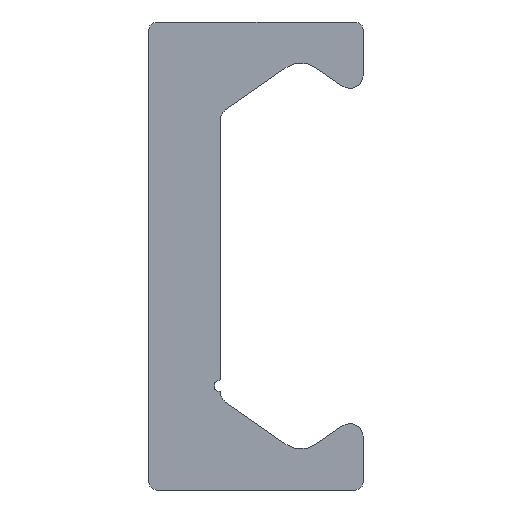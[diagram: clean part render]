
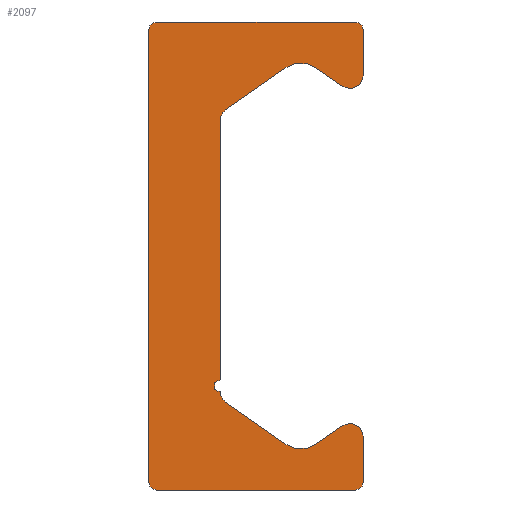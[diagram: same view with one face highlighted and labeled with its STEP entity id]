
A CAD part, left-side view. The second image highlights one B-rep face of the part: STEP entity #2097.
In plain terms, the highlighted planar face has unit normal (-1, 0, 0).
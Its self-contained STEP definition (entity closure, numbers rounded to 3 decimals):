
#1236=CARTESIAN_POINT('',(0.0,3.825,-9.));
#1237=VERTEX_POINT('',#1236);
#1244=CARTESIAN_POINT('',(0.0,4.125,-8.7));
#1245=VERTEX_POINT('',#1244);
#1246=CARTESIAN_POINT('',(0.0,3.825,-8.7));
#1247=DIRECTION('',(1.0,0.0,0.0));
#1248=DIRECTION('',(0.0,0.0,-1.0));
#1249=AXIS2_PLACEMENT_3D('',#1246,#1247,#1248);
#1250=CIRCLE('',#1249,0.3);
#1251=EDGE_CURVE('',#1237,#1245,#1250,.T.);
#1275=CARTESIAN_POINT('',(0.0,-3.825,-9.));
#1276=VERTEX_POINT('',#1275);
#1283=CARTESIAN_POINT('',(0.0,-3.825,-9.));
#1284=DIRECTION('',(0.0,1.0,0.0));
#1285=VECTOR('',#1284,7.65);
#1286=LINE('',#1283,#1285);
#1287=EDGE_CURVE('',#1276,#1237,#1286,.T.);
#1307=CARTESIAN_POINT('',(0.0,-4.125,-8.7));
#1308=VERTEX_POINT('',#1307);
#1315=CARTESIAN_POINT('',(0.0,-3.825,-8.7));
#1316=DIRECTION('',(1.0,0.0,0.0));
#1317=DIRECTION('',(0.0,-1.0,0.0));
#1318=AXIS2_PLACEMENT_3D('',#1315,#1316,#1317);
#1319=CIRCLE('',#1318,0.3);
#1320=EDGE_CURVE('',#1308,#1276,#1319,.T.);
#1339=CARTESIAN_POINT('',(0.0,-4.125,-6.925));
#1340=VERTEX_POINT('',#1339);
#1347=CARTESIAN_POINT('',(0.0,-4.125,-6.925));
#1348=DIRECTION('',(0.0,0.0,-1.0));
#1349=VECTOR('',#1348,1.775);
#1350=LINE('',#1347,#1349);
#1351=EDGE_CURVE('',#1340,#1308,#1350,.T.);
#1371=CARTESIAN_POINT('',(0.0,-3.338,-6.515));
#1372=VERTEX_POINT('',#1371);
#1379=CARTESIAN_POINT('',(0.0,-3.625,-6.925));
#1380=DIRECTION('',(1.0,0.0,0.0));
#1381=DIRECTION('',(0.0,0.574,0.819));
#1382=AXIS2_PLACEMENT_3D('',#1379,#1380,#1381);
#1383=CIRCLE('',#1382,0.5);
#1384=EDGE_CURVE('',#1372,#1340,#1383,.T.);
#1403=CARTESIAN_POINT('',(0.0,-2.299,-7.243));
#1404=VERTEX_POINT('',#1403);
#1411=CARTESIAN_POINT('',(0.0,-2.299,-7.243));
#1412=DIRECTION('',(0.0,-0.819,0.574));
#1413=VECTOR('',#1412,1.269);
#1414=LINE('',#1411,#1413);
#1415=EDGE_CURVE('',#1404,#1372,#1414,.T.);
#1435=CARTESIAN_POINT('',(0.0,-1.151,-7.243));
#1436=VERTEX_POINT('',#1435);
#1443=CARTESIAN_POINT('',(0.0,-1.725,-6.424));
#1444=DIRECTION('',(-1.0,0.0,0.0));
#1445=DIRECTION('',(0.0,0.574,0.819));
#1446=AXIS2_PLACEMENT_3D('',#1443,#1444,#1445);
#1447=CIRCLE('',#1446,1.0);
#1448=EDGE_CURVE('',#1436,#1404,#1447,.T.);
#1467=CARTESIAN_POINT('',(0.0,1.162,-5.624));
#1468=VERTEX_POINT('',#1467);
#1475=CARTESIAN_POINT('',(0.0,1.162,-5.624));
#1476=DIRECTION('',(0.0,-0.819,-0.574));
#1477=VECTOR('',#1476,2.824);
#1478=LINE('',#1475,#1477);
#1479=EDGE_CURVE('',#1468,#1436,#1478,.T.);
#1499=CARTESIAN_POINT('',(0.0,1.375,-5.214));
#1500=VERTEX_POINT('',#1499);
#1507=CARTESIAN_POINT('',(0.0,0.875,-5.214));
#1508=DIRECTION('',(-1.0,0.0,0.0));
#1509=DIRECTION('',(0.0,-0.574,0.819));
#1510=AXIS2_PLACEMENT_3D('',#1507,#1508,#1509);
#1511=CIRCLE('',#1510,0.5);
#1512=EDGE_CURVE('',#1500,#1468,#1511,.T.);
#1531=CARTESIAN_POINT('',(0.0,1.375,-5.25));
#1532=VERTEX_POINT('',#1531);
#1539=CARTESIAN_POINT('',(0.0,1.375,-5.25));
#1540=DIRECTION('',(0.0,0.0,1.0));
#1541=VECTOR('',#1540,0.036);
#1542=LINE('',#1539,#1541);
#1543=EDGE_CURVE('',#1532,#1500,#1542,.T.);
#1563=CARTESIAN_POINT('',(0.0,1.375,-4.75));
#1564=VERTEX_POINT('',#1563);
#1571=CARTESIAN_POINT('',(0.0,1.375,-5.0));
#1572=DIRECTION('',(-1.0,0.0,0.0));
#1573=DIRECTION('',(0.0,0.0,1.0));
#1574=AXIS2_PLACEMENT_3D('',#1571,#1572,#1573);
#1575=CIRCLE('',#1574,0.25);
#1576=EDGE_CURVE('',#1564,#1532,#1575,.T.);
#1595=CARTESIAN_POINT('',(0.0,1.375,5.214));
#1596=VERTEX_POINT('',#1595);
#1603=CARTESIAN_POINT('',(0.0,1.375,5.214));
#1604=DIRECTION('',(0.0,0.0,-1.0));
#1605=VECTOR('',#1604,9.964);
#1606=LINE('',#1603,#1605);
#1607=EDGE_CURVE('',#1596,#1564,#1606,.T.);
#1699=CARTESIAN_POINT('',(0.0,1.162,5.624));
#1700=VERTEX_POINT('',#1699);
#1707=CARTESIAN_POINT('',(0.0,0.875,5.214));
#1708=DIRECTION('',(-1.0,0.0,0.0));
#1709=DIRECTION('',(0.0,-1.0,0.0));
#1710=AXIS2_PLACEMENT_3D('',#1707,#1708,#1709);
#1711=CIRCLE('',#1710,0.5);
#1712=EDGE_CURVE('',#1700,#1596,#1711,.T.);
#1731=CARTESIAN_POINT('',(0.0,-1.151,7.243));
#1732=VERTEX_POINT('',#1731);
#1739=CARTESIAN_POINT('',(0.0,-1.151,7.243));
#1740=DIRECTION('',(0.0,0.819,-0.574));
#1741=VECTOR('',#1740,2.824);
#1742=LINE('',#1739,#1741);
#1743=EDGE_CURVE('',#1732,#1700,#1742,.T.);
#1763=CARTESIAN_POINT('',(0.0,-2.299,7.243));
#1764=VERTEX_POINT('',#1763);
#1771=CARTESIAN_POINT('',(0.0,-1.725,6.424));
#1772=DIRECTION('',(-1.0,0.0,0.0));
#1773=DIRECTION('',(0.0,-0.574,-0.819));
#1774=AXIS2_PLACEMENT_3D('',#1771,#1772,#1773);
#1775=CIRCLE('',#1774,1.0);
#1776=EDGE_CURVE('',#1764,#1732,#1775,.T.);
#1795=CARTESIAN_POINT('',(0.0,-3.338,6.515));
#1796=VERTEX_POINT('',#1795);
#1803=CARTESIAN_POINT('',(0.0,-3.338,6.515));
#1804=DIRECTION('',(0.0,0.819,0.574));
#1805=VECTOR('',#1804,1.269);
#1806=LINE('',#1803,#1805);
#1807=EDGE_CURVE('',#1796,#1764,#1806,.T.);
#1827=CARTESIAN_POINT('',(0.0,-4.125,6.925));
#1828=VERTEX_POINT('',#1827);
#1835=CARTESIAN_POINT('',(0.0,-3.625,6.925));
#1836=DIRECTION('',(1.0,0.0,0.0));
#1837=DIRECTION('',(0.0,-1.0,0.0));
#1838=AXIS2_PLACEMENT_3D('',#1835,#1836,#1837);
#1839=CIRCLE('',#1838,0.5);
#1840=EDGE_CURVE('',#1828,#1796,#1839,.T.);
#1859=CARTESIAN_POINT('',(0.0,-4.125,8.7));
#1860=VERTEX_POINT('',#1859);
#1867=CARTESIAN_POINT('',(0.0,-4.125,8.7));
#1868=DIRECTION('',(0.0,0.0,-1.0));
#1869=VECTOR('',#1868,1.775);
#1870=LINE('',#1867,#1869);
#1871=EDGE_CURVE('',#1860,#1828,#1870,.T.);
#1891=CARTESIAN_POINT('',(0.0,-3.825,9.));
#1892=VERTEX_POINT('',#1891);
#1899=CARTESIAN_POINT('',(0.0,-3.825,8.7));
#1900=DIRECTION('',(1.0,0.0,0.0));
#1901=DIRECTION('',(0.0,0.0,1.0));
#1902=AXIS2_PLACEMENT_3D('',#1899,#1900,#1901);
#1903=CIRCLE('',#1902,0.3);
#1904=EDGE_CURVE('',#1892,#1860,#1903,.T.);
#1923=CARTESIAN_POINT('',(0.0,3.825,9.));
#1924=VERTEX_POINT('',#1923);
#1931=CARTESIAN_POINT('',(0.0,3.825,9.));
#1932=DIRECTION('',(0.0,-1.0,0.0));
#1933=VECTOR('',#1932,7.65);
#1934=LINE('',#1931,#1933);
#1935=EDGE_CURVE('',#1924,#1892,#1934,.T.);
#1955=CARTESIAN_POINT('',(0.0,4.125,8.7));
#1956=VERTEX_POINT('',#1955);
#1963=CARTESIAN_POINT('',(0.0,3.825,8.7));
#1964=DIRECTION('',(1.0,0.0,0.0));
#1965=DIRECTION('',(0.0,1.0,0.0));
#1966=AXIS2_PLACEMENT_3D('',#1963,#1964,#1965);
#1967=CIRCLE('',#1966,0.3);
#1968=EDGE_CURVE('',#1956,#1924,#1967,.T.);
#1986=CARTESIAN_POINT('',(0.0,4.125,-8.7));
#1987=DIRECTION('',(0.0,0.0,1.0));
#1988=VECTOR('',#1987,17.4);
#1989=LINE('',#1986,#1988);
#1990=EDGE_CURVE('',#1245,#1956,#1989,.T.);
#2068=CARTESIAN_POINT('',(0.0,0.856,-0.029));
#2069=DIRECTION('',(1.0,0.0,0.0));
#2070=DIRECTION('',(0.0,0.0,-1.0));
#2071=AXIS2_PLACEMENT_3D('',#2068,#2069,#2070);
#2072=PLANE('',#2071);
#2073=ORIENTED_EDGE('',*,*,#1990,.F.);
#2074=ORIENTED_EDGE('',*,*,#1251,.F.);
#2075=ORIENTED_EDGE('',*,*,#1287,.F.);
#2076=ORIENTED_EDGE('',*,*,#1320,.F.);
#2077=ORIENTED_EDGE('',*,*,#1351,.F.);
#2078=ORIENTED_EDGE('',*,*,#1384,.F.);
#2079=ORIENTED_EDGE('',*,*,#1415,.F.);
#2080=ORIENTED_EDGE('',*,*,#1448,.F.);
#2081=ORIENTED_EDGE('',*,*,#1479,.F.);
#2082=ORIENTED_EDGE('',*,*,#1512,.F.);
#2083=ORIENTED_EDGE('',*,*,#1543,.F.);
#2084=ORIENTED_EDGE('',*,*,#1576,.F.);
#2085=ORIENTED_EDGE('',*,*,#1607,.F.);
#2086=ORIENTED_EDGE('',*,*,#1712,.F.);
#2087=ORIENTED_EDGE('',*,*,#1743,.F.);
#2088=ORIENTED_EDGE('',*,*,#1776,.F.);
#2089=ORIENTED_EDGE('',*,*,#1807,.F.);
#2090=ORIENTED_EDGE('',*,*,#1840,.F.);
#2091=ORIENTED_EDGE('',*,*,#1871,.F.);
#2092=ORIENTED_EDGE('',*,*,#1904,.F.);
#2093=ORIENTED_EDGE('',*,*,#1935,.F.);
#2094=ORIENTED_EDGE('',*,*,#1968,.F.);
#2095=EDGE_LOOP('',(#2073,#2074,#2075,#2076,#2077,#2078,#2079,#2080,#2081,#2082,#2083,#2084,#2085,#2086,#2087,#2088,#2089,#2090,#2091,#2092,#2093,#2094));
#2096=FACE_OUTER_BOUND('',#2095,.T.);
#2097=ADVANCED_FACE('',(#2096),#2072,.F.);
